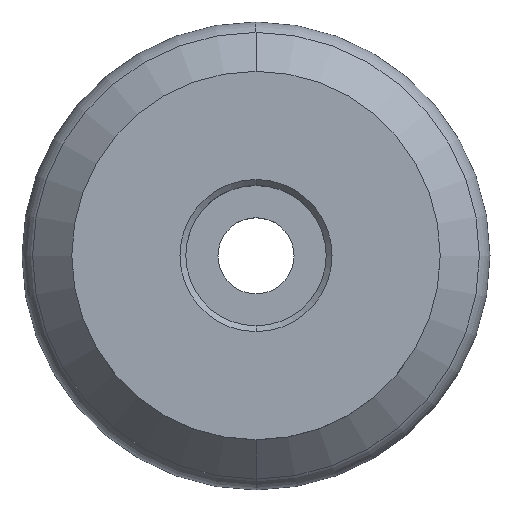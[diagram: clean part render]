
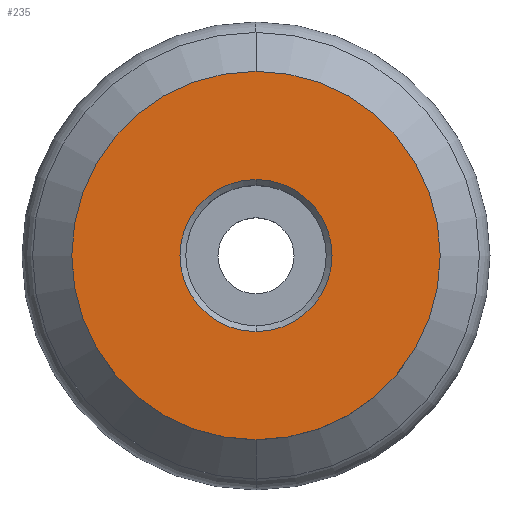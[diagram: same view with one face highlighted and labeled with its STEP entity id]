
A CAD part, top view. The second image highlights one B-rep face of the part: STEP entity #235.
In plain terms, the highlighted planar face has unit normal (0, 0, 1).
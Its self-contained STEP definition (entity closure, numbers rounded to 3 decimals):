
#179=VERTEX_POINT('',#438);
#193=EDGE_CURVE('',#297,#179,#454,.T.);
#219=EDGE_CURVE('',#375,#257,#484,.T.);
#235=ADVANCED_FACE('',(#504,#505),#506,.T.);
#257=VERTEX_POINT('',#530);
#297=VERTEX_POINT('',#574);
#319=EDGE_CURVE('',#179,#297,#600,.T.);
#375=VERTEX_POINT('',#661);
#377=EDGE_CURVE('',#257,#375,#663,.T.);
#438=CARTESIAN_POINT('',(0.,-25.0,0.0));
#454=CIRCLE('',#741,25.0);
#484=CIRCLE('',#779,10.319);
#504=FACE_BOUND('',#801,.T.);
#505=FACE_OUTER_BOUND('',#802,.T.);
#506=PLANE('',#803);
#530=CARTESIAN_POINT('',(0.0,10.319,0.0));
#574=CARTESIAN_POINT('',(0.0,25.0,0.0));
#600=CIRCLE('',#927,25.0);
#661=CARTESIAN_POINT('',(0.,-10.319,0.0));
#663=CIRCLE('',#1008,10.319);
#741=AXIS2_PLACEMENT_3D('',#1092,#1093,#1094);
#779=AXIS2_PLACEMENT_3D('',#1143,#1144,#1145);
#801=EDGE_LOOP('',(#1177,#1178));
#802=EDGE_LOOP('',(#1179,#1180));
#803=AXIS2_PLACEMENT_3D('',#1181,#1182,#1183);
#927=AXIS2_PLACEMENT_3D('',#1290,#1291,#1292);
#1008=AXIS2_PLACEMENT_3D('',#1372,#1373,#1374);
#1092=CARTESIAN_POINT('',(0.0,0.0,0.0));
#1093=DIRECTION('',(0.0,0.0,-1.0));
#1094=DIRECTION('',(0.0,1.0,0.0));
#1143=CARTESIAN_POINT('',(0.0,0.0,0.0));
#1144=DIRECTION('',(-0.0,0.0,-1.0));
#1145=DIRECTION('',(0.0,1.0,0.0));
#1177=ORIENTED_EDGE('',*,*,#377,.T.);
#1178=ORIENTED_EDGE('',*,*,#219,.T.);
#1179=ORIENTED_EDGE('',*,*,#193,.F.);
#1180=ORIENTED_EDGE('',*,*,#319,.F.);
#1181=CARTESIAN_POINT('',(0.0,12.5,0.0));
#1182=DIRECTION('',(-0.0,0.0,1.0));
#1183=DIRECTION('',(0.0,-1.0,0.0));
#1290=CARTESIAN_POINT('',(0.0,0.0,0.0));
#1291=DIRECTION('',(0.0,0.0,-1.0));
#1292=DIRECTION('',(0.0,1.0,0.0));
#1372=CARTESIAN_POINT('',(0.0,0.0,0.0));
#1373=DIRECTION('',(-0.0,0.0,-1.0));
#1374=DIRECTION('',(0.0,1.0,0.0));
